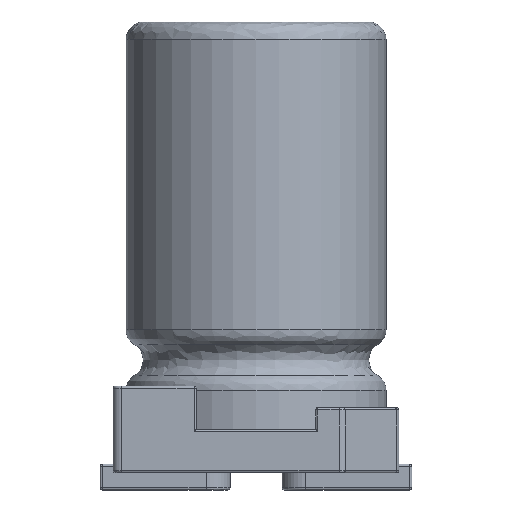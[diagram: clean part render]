
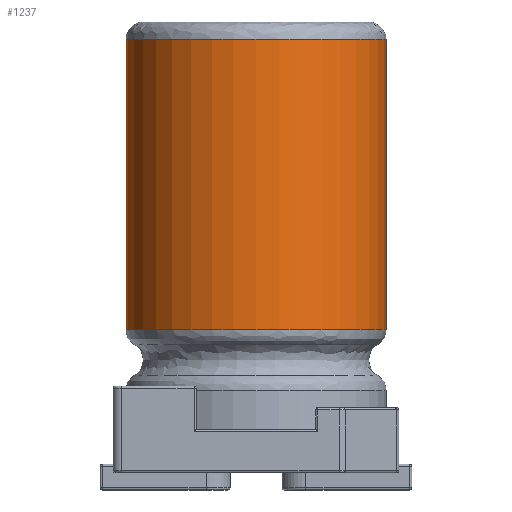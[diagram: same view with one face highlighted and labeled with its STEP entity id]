
A CAD part, front view. The second image highlights one B-rep face of the part: STEP entity #1237.
In plain terms, the highlighted cylindrical face has radius 1.5 mm (diameter 3 mm), a partial arc.
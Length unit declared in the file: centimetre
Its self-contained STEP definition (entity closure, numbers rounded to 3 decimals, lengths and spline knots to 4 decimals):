
#660 = CARTESIAN_POINT ( 'NONE',  ( 0., 0., 0.52 ) ) ;
#661 = DIRECTION ( 'NONE',  ( 0., 0., -1. ) ) ;
#662 = DIRECTION ( 'NONE',  ( 1., 0., 0. ) ) ;
#1018 = EDGE_CURVE ( 'NONE', #2999, #2998, #1674, .T. ) ;
#1237 = ADVANCED_FACE ( 'NONE', ( #4246 ), #4254, .T. ) ;
#1674 = CIRCLE ( 'NONE', #1905, 0.15 ) ;
#1905 = AXIS2_PLACEMENT_3D ( 'NONE', #660, #661, #662 ) ;
#2765 = EDGE_LOOP ( 'NONE', ( #3641, #3642, #3643, #3640 ) ) ;
#2998 = VERTEX_POINT ( 'NONE', #9903 ) ;
#2999 = VERTEX_POINT ( 'NONE', #9904 ) ;
#3003 = VERTEX_POINT ( 'NONE', #9908 ) ;
#3004 = VERTEX_POINT ( 'NONE', #9909 ) ;
#3640 = ORIENTED_EDGE ( 'NONE', *, *, #1018, .T. ) ;
#3641 = ORIENTED_EDGE ( 'NONE', *, *, #13160, .F. ) ;
#3642 = ORIENTED_EDGE ( 'NONE', *, *, #13117, .T. ) ;
#3643 = ORIENTED_EDGE ( 'NONE', *, *, #13166, .T. ) ;
#4246 = FACE_OUTER_BOUND ( 'NONE', #2765, .T. ) ;
#4253 = AXIS2_PLACEMENT_3D ( 'NONE', #4853, #4854, #4855 ) ;
#4254 = CYLINDRICAL_SURFACE ( 'NONE', #4253, 0.15 ) ;
#4853 = CARTESIAN_POINT ( 'NONE',  ( 0., 0., 0.07 ) ) ;
#4854 = DIRECTION ( 'NONE',  ( 0., 0., 1. ) ) ;
#4855 = DIRECTION ( 'NONE',  ( 1., 0., 0. ) ) ;
#5679 = CIRCLE ( 'NONE', #9992, 0.15 ) ;
#9903 = CARTESIAN_POINT ( 'NONE',  ( -0.15, 0., 0.52 ) ) ;
#9904 = CARTESIAN_POINT ( 'NONE',  ( 0.15, 0., 0.52 ) ) ;
#9908 = CARTESIAN_POINT ( 'NONE',  ( -0.15, 0., 0.1846 ) ) ;
#9909 = CARTESIAN_POINT ( 'NONE',  ( 0.15, 0., 0.1846 ) ) ;
#9992 = AXIS2_PLACEMENT_3D ( 'NONE', #10203, #10237, #10238 ) ;
#10031 = VECTOR ( 'NONE', #10375, 100. ) ;
#10036 = VECTOR ( 'NONE', #10393, 100. ) ;
#10203 = CARTESIAN_POINT ( 'NONE',  ( 0., 0., 0.1846 ) ) ;
#10237 = DIRECTION ( 'NONE',  ( 0., 0., 1. ) ) ;
#10238 = DIRECTION ( 'NONE',  ( 1., 0., 0. ) ) ;
#10373 = LINE ( 'NONE', #10374, #10031 ) ;
#10374 = CARTESIAN_POINT ( 'NONE',  ( -0.15, 0., 0.07 ) ) ;
#10375 = DIRECTION ( 'NONE',  ( 0., 0., 1. ) ) ;
#10391 = LINE ( 'NONE', #10392, #10036 ) ;
#10392 = CARTESIAN_POINT ( 'NONE',  ( 0.15, 0., 0.07 ) ) ;
#10393 = DIRECTION ( 'NONE',  ( 0., 0., 1. ) ) ;
#13117 = EDGE_CURVE ( 'NONE', #3003, #3004, #5679, .T. ) ;
#13160 = EDGE_CURVE ( 'NONE', #3003, #2998, #10373, .T. ) ;
#13166 = EDGE_CURVE ( 'NONE', #3004, #2999, #10391, .T. ) ;
